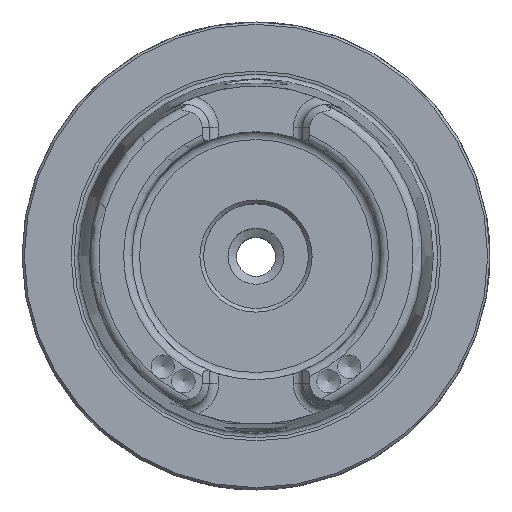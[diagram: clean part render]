
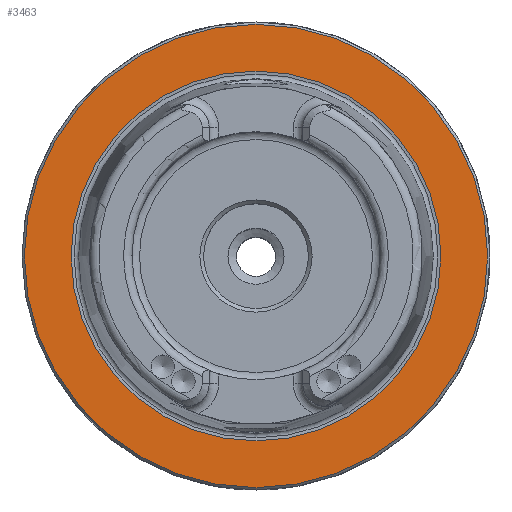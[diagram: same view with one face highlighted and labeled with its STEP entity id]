
A CAD part, top view. The second image highlights one B-rep face of the part: STEP entity #3463.
In plain terms, the highlighted planar face has unit normal (0, 0, 1).
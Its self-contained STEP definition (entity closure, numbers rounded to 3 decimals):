
#354=PLANE('',#3738);
#719=ORIENTED_EDGE('',*,*,#1155,.T.);
#720=ORIENTED_EDGE('',*,*,#1152,.F.);
#1152=EDGE_CURVE('',#1421,#1421,#1616,.T.);
#1155=EDGE_CURVE('',#1424,#1424,#1619,.T.);
#1421=VERTEX_POINT('',#5236);
#1424=VERTEX_POINT('',#5245);
#1616=CIRCLE('',#3733,39.511);
#1619=CIRCLE('',#3739,49.5);
#1843=EDGE_LOOP('',(#719));
#1844=EDGE_LOOP('',(#720));
#2099=FACE_BOUND('',#1843,.T.);
#2100=FACE_BOUND('',#1844,.T.);
#3463=ADVANCED_FACE('',(#2099,#2100),#354,.T.);
#3733=AXIS2_PLACEMENT_3D('',#5235,#4291,#4292);
#3738=AXIS2_PLACEMENT_3D('',#5243,#4301,#4302);
#3739=AXIS2_PLACEMENT_3D('',#5244,#4303,#4304);
#4291=DIRECTION('',(0.,0.,1.));
#4292=DIRECTION('',(1.,0.,0.));
#4301=DIRECTION('',(0.,0.,1.));
#4302=DIRECTION('',(1.,0.,0.));
#4303=DIRECTION('',(0.,0.,1.));
#4304=DIRECTION('',(1.,0.,0.));
#5235=CARTESIAN_POINT('',(0.,0.,0.));
#5236=CARTESIAN_POINT('',(39.511,0.,0.));
#5243=CARTESIAN_POINT('',(49.5,0.,0.));
#5244=CARTESIAN_POINT('',(0.,0.,0.));
#5245=CARTESIAN_POINT('',(49.5,0.,0.));
